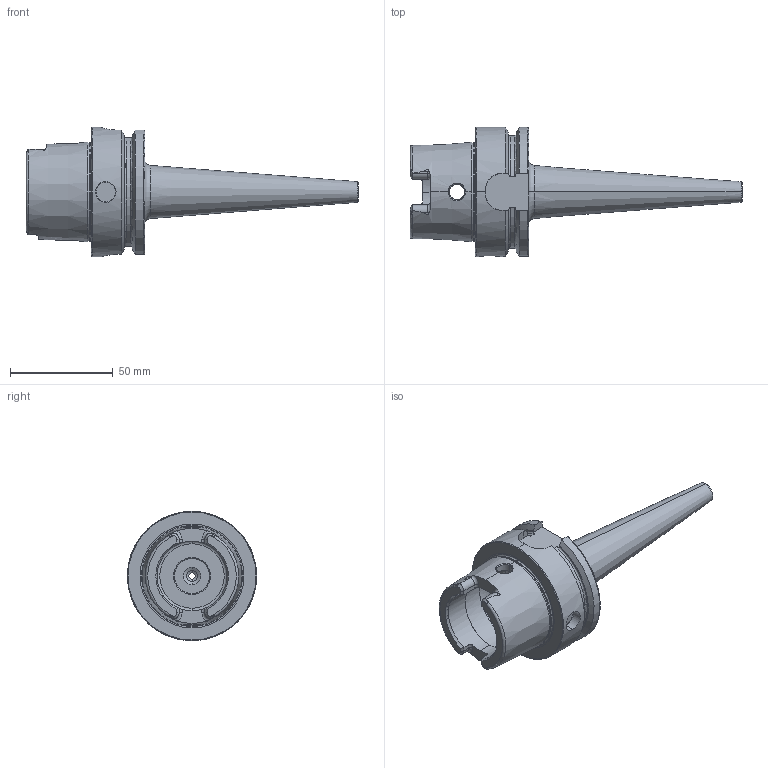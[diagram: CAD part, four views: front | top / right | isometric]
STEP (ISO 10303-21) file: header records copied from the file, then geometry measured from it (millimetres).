
FILE_DESCRIPTION (( 'STEP AP214' ), '1' );
FILE_NAME ('HA6.S03.K05.130.STEP', '2025-02-11T10:31:07', ( '' ), ( '' ), 'SwSTEP 2.0', 'SolidWorks 2022', '' );
FILE_SCHEMA (( 'AUTOMOTIVE_DESIGN' ));
Length unit declared in the file: millimetre
Products named in the file (1): HA6.S03.K05.130
Bounding box: 161.9 x 63 x 63 mm (x, y, z)
Volume: 105027.8 mm3; surface area: 30327.2 mm2
Topology: 1 solids, 1 shells, 180 faces, 469 edges, 294 vertices
Faces by surface type: cylinder 51, plane 48, cone 36, torus 33, bspline 12
Entity records: 7050 total; most frequent: CARTESIAN_POINT 2761, ORIENTED_EDGE 938, DIRECTION 832, EDGE_CURVE 469, AXIS2_PLACEMENT_3D 341, VERTEX_POINT 294, EDGE_LOOP 189, FACE_OUTER_BOUND 180
